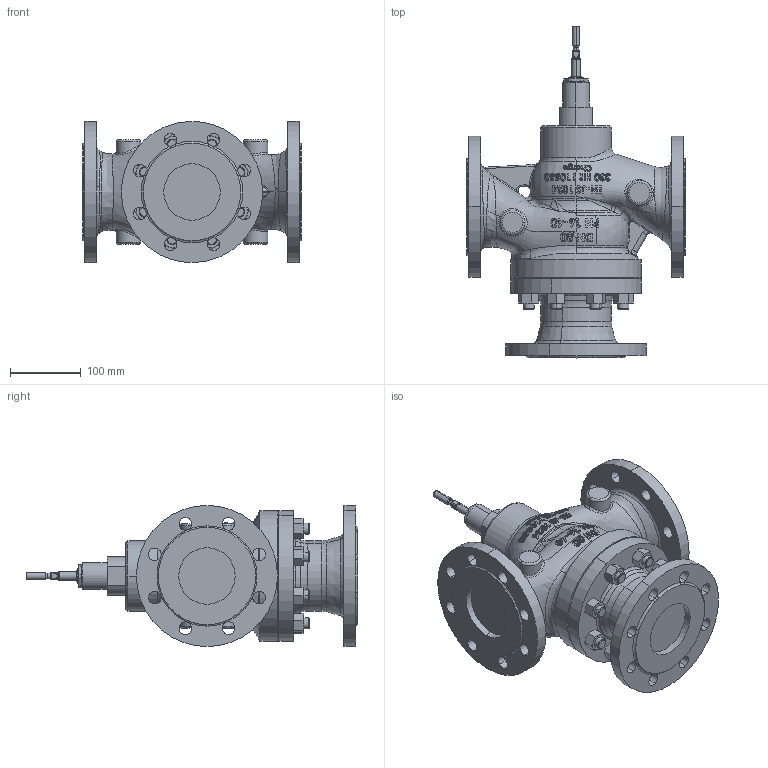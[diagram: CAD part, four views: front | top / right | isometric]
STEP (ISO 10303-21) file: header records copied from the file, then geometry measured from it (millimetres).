
FILE_DESCRIPTION (( 'STEP AP214' ), '1' );
FILE_NAME ('BR325 DN80 XXX PN16-40 for MC_STEP (Defeature).STEP', '2015-03-02T09:40:55', ( 'tdietz' ), ( '' ), 'SwSTEP 2.0', 'SolidWorks 2014', '' );
FILE_SCHEMA (( 'AUTOMOTIVE_DESIGN' ));
Length unit declared in the file: millimetre
Products named in the file (1): BR325 DN80 XXX PN16-40 for MC_STEP (Defeature)
Bounding box: 310 x 470.5 x 200 mm (x, y, z)
Volume: 7414998.2 mm3; surface area: 475094 mm2
Topology: 1 solids, 1 shells, 1110 faces, 2869 edges, 1804 vertices
Faces by surface type: bspline 361, plane 321, cylinder 171, cone 138, torus 85, sphere 34
Entity records: 225038 total; most frequent: CARTESIAN_POINT 197632, ORIENTED_EDGE 5696, DIRECTION 4118, EDGE_CURVE 2848, VERTEX_POINT 1802, AXIS2_PLACEMENT_3D 1705, EDGE_LOOP 1240, B_SPLINE_CURVE_WITH_KNOTS 1183
